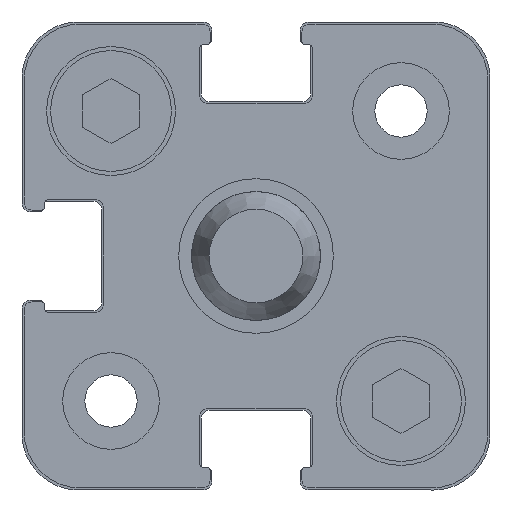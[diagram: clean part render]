
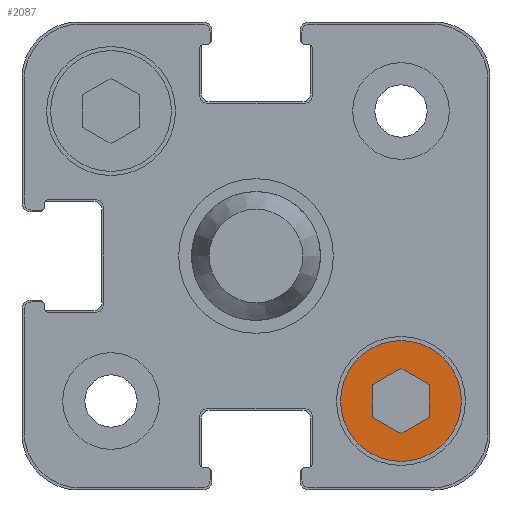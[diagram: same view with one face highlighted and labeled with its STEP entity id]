
A CAD part, front view. The second image highlights one B-rep face of the part: STEP entity #2087.
In plain terms, the highlighted planar face has unit normal (0, -1, 0).
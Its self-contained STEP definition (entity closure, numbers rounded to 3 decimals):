
#1155=CARTESIAN_POINT('',(10.75,-39.,-7.99));
#1156=VERTEX_POINT('',#1155);
#1163=CARTESIAN_POINT('',(9.,-39.,-6.979));
#1164=VERTEX_POINT('',#1163);
#1165=CARTESIAN_POINT('',(9.0,-39.,-6.979));
#1166=DIRECTION('',(0.866,0.0,-0.5));
#1167=VECTOR('',#1166,2.021);
#1168=LINE('',#1165,#1167);
#1169=EDGE_CURVE('',#1164,#1156,#1168,.T.);
#1193=CARTESIAN_POINT('',(10.75,-39.,-10.01));
#1194=VERTEX_POINT('',#1193);
#1201=CARTESIAN_POINT('',(10.75,-39.,-7.99));
#1202=DIRECTION('',(0.0,0.0,-1.0));
#1203=VECTOR('',#1202,2.021);
#1204=LINE('',#1201,#1203);
#1205=EDGE_CURVE('',#1156,#1194,#1204,.T.);
#1224=CARTESIAN_POINT('',(9.0,-39.,-11.021));
#1225=VERTEX_POINT('',#1224);
#1232=CARTESIAN_POINT('',(10.75,-39.,-10.01));
#1233=DIRECTION('',(-0.866,0.0,-0.5));
#1234=VECTOR('',#1233,2.021);
#1235=LINE('',#1232,#1234);
#1236=EDGE_CURVE('',#1194,#1225,#1235,.T.);
#1255=CARTESIAN_POINT('',(7.25,-39.,-10.01));
#1256=VERTEX_POINT('',#1255);
#1263=CARTESIAN_POINT('',(9.0,-39.,-11.021));
#1264=DIRECTION('',(-0.866,0.0,0.5));
#1265=VECTOR('',#1264,2.021);
#1266=LINE('',#1263,#1265);
#1267=EDGE_CURVE('',#1225,#1256,#1266,.T.);
#1286=CARTESIAN_POINT('',(7.25,-39.,-7.99));
#1287=VERTEX_POINT('',#1286);
#1294=CARTESIAN_POINT('',(7.25,-39.,-10.01));
#1295=DIRECTION('',(0.0,0.0,1.0));
#1296=VECTOR('',#1295,2.021);
#1297=LINE('',#1294,#1296);
#1298=EDGE_CURVE('',#1256,#1287,#1297,.T.);
#1316=CARTESIAN_POINT('',(7.25,-39.,-7.99));
#1317=DIRECTION('',(0.866,0.0,0.5));
#1318=VECTOR('',#1317,2.021);
#1319=LINE('',#1316,#1318);
#1320=EDGE_CURVE('',#1287,#1164,#1319,.T.);
#1424=CARTESIAN_POINT('',(12.75,-39.,-9.));
#1425=VERTEX_POINT('',#1424);
#1426=CARTESIAN_POINT('',(9.0,-39.,-9.0));
#1427=DIRECTION('',(0.0,-1.0,0.0));
#1428=DIRECTION('',(-1.0,0.0,0.0));
#1429=AXIS2_PLACEMENT_3D('',#1426,#1427,#1428);
#1430=CIRCLE('',#1429,3.75);
#1431=EDGE_CURVE('',#1425,#1425,#1430,.T.);
#2071=CARTESIAN_POINT('',(-0.728,-39.,0.));
#2072=DIRECTION('',(0.0,1.0,0.0));
#2073=DIRECTION('',(0.0,0.0,1.0));
#2074=AXIS2_PLACEMENT_3D('',#2071,#2072,#2073);
#2075=PLANE('',#2074);
#2076=ORIENTED_EDGE('',*,*,#1431,.T.);
#2077=EDGE_LOOP('',(#2076));
#2078=FACE_OUTER_BOUND('',#2077,.T.);
#2079=ORIENTED_EDGE('',*,*,#1169,.T.);
#2080=ORIENTED_EDGE('',*,*,#1205,.T.);
#2081=ORIENTED_EDGE('',*,*,#1236,.T.);
#2082=ORIENTED_EDGE('',*,*,#1267,.T.);
#2083=ORIENTED_EDGE('',*,*,#1298,.T.);
#2084=ORIENTED_EDGE('',*,*,#1320,.T.);
#2085=EDGE_LOOP('',(#2079,#2080,#2081,#2082,#2083,#2084));
#2086=FACE_BOUND('',#2085,.T.);
#2087=ADVANCED_FACE('',(#2078,#2086),#2075,.F.);
